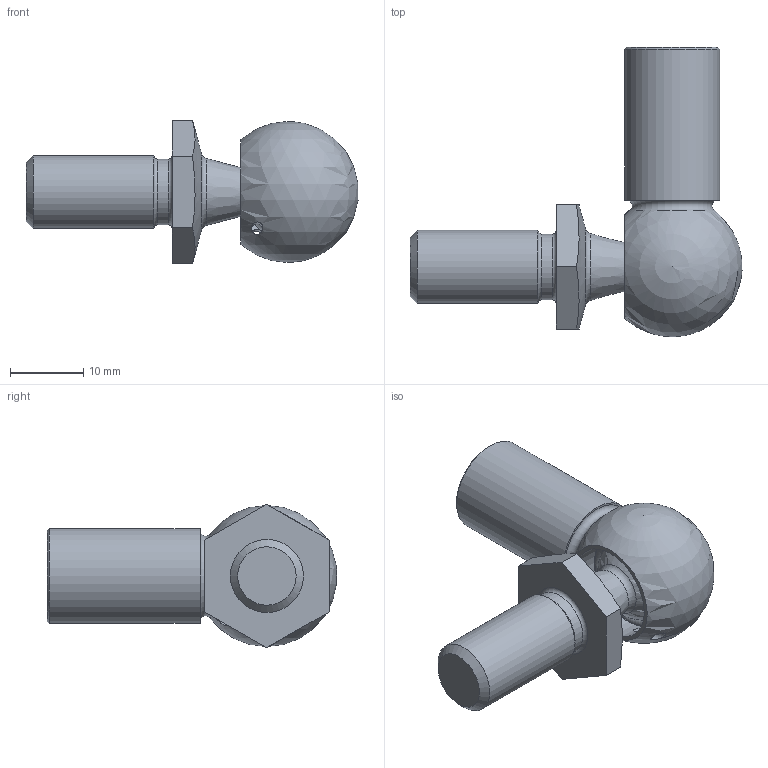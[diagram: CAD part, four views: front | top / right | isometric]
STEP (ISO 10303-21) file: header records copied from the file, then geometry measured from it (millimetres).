
FILE_DESCRIPTION(/* description */ (''),/* implementation_level */ '2;1');
FILE_NAME(/* name */ 'SG-199.stp',/* time_stamp */ '2019-10-07T15:15:20+02:00',/* author */ (''),/* organization */ (''),/* preprocessor_version */ 'ST-DEVELOPER v15.2',/* originating_system */ 'Autodesk Translator Framework v2.0.0.5431',/* authorisation */ '');
FILE_SCHEMA (('AUTOMOTIVE_DESIGN { 1 0 10303 214 3 1 1 }'));
Length unit declared in the file: centimetre
Products named in the file (1): (Unsaved)
Bounding box: 45.43 x 39.57 x 19.63 mm (x, y, z)
Volume: 7817.1 mm3; surface area: 4878.7 mm2
Topology: 2 solids, 2 shells, 42 faces, 108 edges, 72 vertices
Faces by surface type: plane 16, cone 8, cylinder 8, torus 7, sphere 3
Full cylindrical faces by diameter (mm): 1.6 x2, 6.65 x1, 9 x1, 10 x1, 13 x1, 13.03 x1, 13.15 x1
Entity records: 1205 total; most frequent: CARTESIAN_POINT 337, DIRECTION 178, ORIENTED_EDGE 144, AXIS2_PLACEMENT_3D 77, EDGE_CURVE 72, EDGE_LOOP 70, VERTEX_POINT 58, ADVANCED_FACE 42
